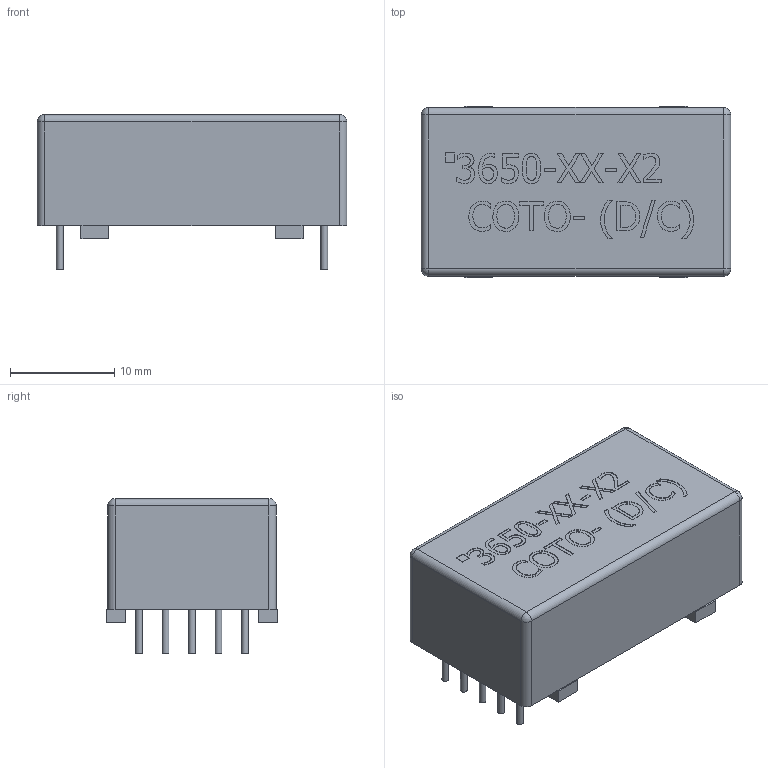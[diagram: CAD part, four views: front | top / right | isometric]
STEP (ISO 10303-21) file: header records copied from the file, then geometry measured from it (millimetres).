
FILE_DESCRIPTION(('PRELIMINARY'),'2;1');
FILE_NAME('3650-XX-X2 (A).stp','2013-06-12T08:32:25',('odafonseca'),(''),'Autodesk Inventor 2013','Autodesk Inventor 2013','');
FILE_SCHEMA(('AUTOMOTIVE_DESIGN { 1 0 10303 214 1 1 1 1 }'));
Length unit declared in the file: inch
Products named in the file (1): 3650-XX-X2 (A)
Bounding box: 29.74 x 16.51 x 14.88 mm (x, y, z)
Volume: 5156.6 mm3; surface area: 4736.3 mm2
Topology: 2 solids, 2 shells, 384 faces, 1000 edges, 648 vertices
Faces by surface type: plane 185, bspline 156, cylinder 33, sphere 8, torus 2
Full cylindrical faces by diameter (mm): 0.66 x9
Entity records: 12905 total; most frequent: CARTESIAN_POINT 4178, ORIENTED_EDGE 1966, DIRECTION 1203, EDGE_CURVE 983, VERTEX_POINT 648, VECTOR 605, LINE 605, EDGE_LOOP 429
